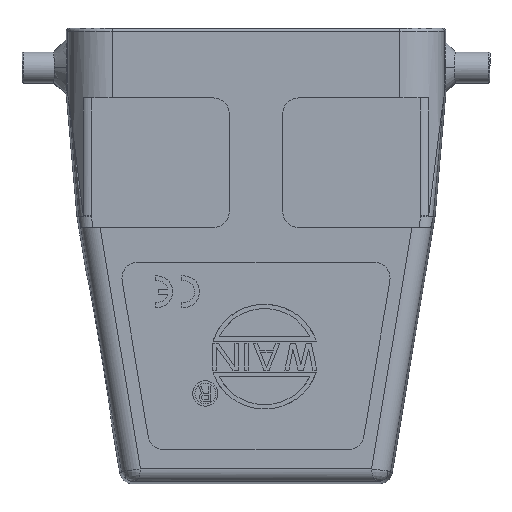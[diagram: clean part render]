
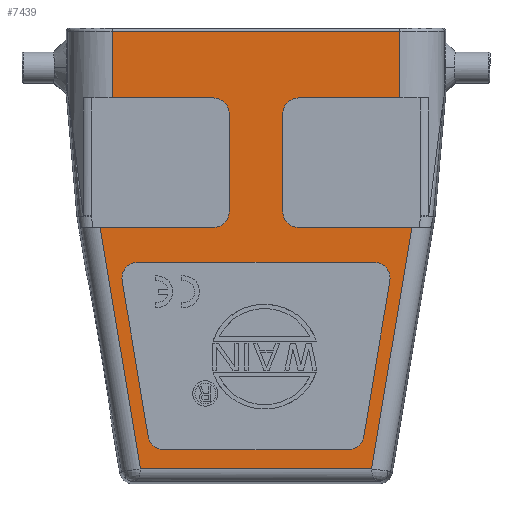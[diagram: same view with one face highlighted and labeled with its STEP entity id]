
A CAD part, front view. The second image highlights one B-rep face of the part: STEP entity #7439.
In plain terms, the highlighted planar face has unit normal (0, -1, 0).
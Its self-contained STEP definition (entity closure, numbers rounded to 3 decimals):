
#526=CARTESIAN_POINT('',(-6.75,-21.5,-13.5));
#527=DIRECTION('',(0.,-1.,0.));
#528=DIRECTION('',(1.,0.,0.));
#529=AXIS2_PLACEMENT_3D('',#526,#527,#528);
#531=DIRECTION('',(-1.,0.,0.));
#532=VECTOR('',#531,15.996);
#533=CARTESIAN_POINT('',(-6.75,-21.5,-11.));
#534=LINE('',#533,#532);
#535=DIRECTION('',(-1.,0.,0.));
#536=VECTOR('',#535,15.996);
#537=CARTESIAN_POINT('',(22.746,-21.5,-11.));
#538=LINE('',#537,#536);
#539=CARTESIAN_POINT('',(6.75,-21.5,-13.5));
#540=DIRECTION('',(0.,-1.,0.));
#541=DIRECTION('',(0.,0.,1.));
#542=AXIS2_PLACEMENT_3D('',#539,#540,#541);
#544=DIRECTION('',(0.,0.,-1.));
#545=VECTOR('',#544,15.5);
#546=CARTESIAN_POINT('',(4.25,-21.5,-13.5));
#547=LINE('',#546,#545);
#548=CARTESIAN_POINT('',(6.75,-21.5,-29.));
#549=DIRECTION('',(0.,-1.,0.));
#550=DIRECTION('',(-1.,0.,0.));
#551=AXIS2_PLACEMENT_3D('',#548,#549,#550);
#553=DIRECTION('',(1.,0.,0.));
#554=VECTOR('',#553,17.908);
#555=CARTESIAN_POINT('',(6.75,-21.5,-31.5));
#556=LINE('',#555,#554);
#557=DIRECTION('',(-0.165,0.,-0.986));
#558=VECTOR('',#557,38.69);
#559=CARTESIAN_POINT('',(24.658,-21.5,-31.5));
#560=LINE('',#559,#558);
#561=DIRECTION('',(-0.165,0.,0.986));
#562=VECTOR('',#561,38.69);
#563=CARTESIAN_POINT('',(-18.272,-21.5,
-69.659));
#564=LINE('',#563,#562);
#565=DIRECTION('',(1.,0.,0.));
#566=VECTOR('',#565,17.908);
#567=CARTESIAN_POINT('',(-24.658,-21.5,-31.5));
#568=LINE('',#567,#566);
#569=CARTESIAN_POINT('',(-6.75,-21.5,-29.));
#570=DIRECTION('',(0.,-1.,0.));
#571=DIRECTION('',(0.,0.,-1.));
#572=AXIS2_PLACEMENT_3D('',#569,#570,#571);
#574=DIRECTION('',(0.,0.,1.));
#575=VECTOR('',#574,15.5);
#576=CARTESIAN_POINT('',(-4.25,-21.5,-29.));
#577=LINE('',#576,#575);
#578=CARTESIAN_POINT('',(14.583,-21.5,-64.125));
#579=DIRECTION('',(0.,-1.,0.));
#580=DIRECTION('',(0.,0.,-1.));
#581=AXIS2_PLACEMENT_3D('',#578,#579,#580);
#583=DIRECTION('',(0.165,0.,0.986));
#584=VECTOR('',#583,24.967);
#585=CARTESIAN_POINT('',(17.049,-21.5,-64.537));
#586=LINE('',#585,#584);
#587=CARTESIAN_POINT('',(18.704,-21.5,-39.5));
#588=DIRECTION('',(0.,-1.,0.));
#589=DIRECTION('',(0.986,0.,-0.165));
#590=AXIS2_PLACEMENT_3D('',#587,#588,#589);
#592=DIRECTION('',(-1.,0.,0.));
#593=VECTOR('',#592,37.408);
#594=CARTESIAN_POINT('',(18.704,-21.5,-37.));
#595=LINE('',#594,#593);
#596=CARTESIAN_POINT('',(-18.704,-21.5,-39.5));
#597=DIRECTION('',(0.,-1.,0.));
#598=DIRECTION('',(0.,0.,1.));
#599=AXIS2_PLACEMENT_3D('',#596,#597,#598);
#601=DIRECTION('',(0.165,0.,-0.986));
#602=VECTOR('',#601,24.967);
#603=CARTESIAN_POINT('',(-21.17,-21.5,-39.913));
#604=LINE('',#603,#602);
#605=CARTESIAN_POINT('',(-14.583,-21.5,-64.125));
#606=DIRECTION('',(0.,-1.,0.));
#607=DIRECTION('',(-0.986,0.,-0.165));
#608=AXIS2_PLACEMENT_3D('',#605,#606,#607);
#610=DIRECTION('',(1.,0.,0.));
#611=VECTOR('',#610,29.166);
#612=CARTESIAN_POINT('',(-14.583,-21.5,-66.625));
#613=LINE('',#612,#611);
#684=DIRECTION('',(1.,0.,0.));
#685=VECTOR('',#684,36.544);
#686=CARTESIAN_POINT('',(-18.272,-21.5,
-69.659));
#687=LINE('',#686,#685);
#777=DIRECTION('',(0.,0.,-1.));
#778=VECTOR('',#777,10.5);
#779=CARTESIAN_POINT('',(-22.746,-21.5,-0.5));
#780=LINE('',#779,#778);
#1803=DIRECTION('',(0.,0.,1.));
#1804=VECTOR('',#1803,10.5);
#1805=CARTESIAN_POINT('',(22.746,-21.5,-11.));
#1806=LINE('',#1805,#1804);
#1830=DIRECTION('',(-1.,0.,0.));
#1831=VECTOR('',#1830,45.492);
#1832=CARTESIAN_POINT('',(22.746,-21.5,-0.5));
#1833=LINE('',#1832,#1831);
#5668=CARTESIAN_POINT('',(14.583,-21.5,-66.625));
#5669=VERTEX_POINT('',#5668);
#5670=CARTESIAN_POINT('',(-14.583,-21.5,-66.625));
#5671=VERTEX_POINT('',#5670);
#5672=CARTESIAN_POINT('',(17.049,-21.5,-64.537));
#5673=VERTEX_POINT('',#5672);
#5674=CARTESIAN_POINT('',(21.17,-21.5,-39.913));
#5675=VERTEX_POINT('',#5674);
#5676=CARTESIAN_POINT('',(18.704,-21.5,-37.));
#5677=VERTEX_POINT('',#5676);
#5678=CARTESIAN_POINT('',(-18.704,-21.5,-37.));
#5679=VERTEX_POINT('',#5678);
#5680=CARTESIAN_POINT('',(-21.17,-21.5,-39.913));
#5681=VERTEX_POINT('',#5680);
#5682=CARTESIAN_POINT('',(-17.049,-21.5,-64.537));
#5683=VERTEX_POINT('',#5682);
#5684=CARTESIAN_POINT('',(-4.25,-21.5,-13.5));
#5685=CARTESIAN_POINT('',(-6.75,-21.5,-11.));
#5686=VERTEX_POINT('',#5684);
#5687=VERTEX_POINT('',#5685);
#5688=CARTESIAN_POINT('',(-22.746,-21.5,-11.));
#5689=VERTEX_POINT('',#5688);
#5690=CARTESIAN_POINT('',(-22.746,-21.5,-0.5));
#5691=VERTEX_POINT('',#5690);
#5692=CARTESIAN_POINT('',(22.746,-21.5,-0.5));
#5693=VERTEX_POINT('',#5692);
#5694=CARTESIAN_POINT('',(22.746,-21.5,-11.));
#5695=VERTEX_POINT('',#5694);
#5696=CARTESIAN_POINT('',(6.75,-21.5,-11.));
#5697=VERTEX_POINT('',#5696);
#5698=CARTESIAN_POINT('',(4.25,-21.5,-13.5));
#5699=VERTEX_POINT('',#5698);
#5700=CARTESIAN_POINT('',(4.25,-21.5,-29.));
#5701=VERTEX_POINT('',#5700);
#5702=CARTESIAN_POINT('',(6.75,-21.5,-31.5));
#5703=VERTEX_POINT('',#5702);
#5704=CARTESIAN_POINT('',(24.658,-21.5,-31.5));
#5705=VERTEX_POINT('',#5704);
#5706=CARTESIAN_POINT('',(18.272,-21.5,
-69.659));
#5707=VERTEX_POINT('',#5706);
#5708=CARTESIAN_POINT('',(-18.272,-21.5,
-69.659));
#5709=VERTEX_POINT('',#5708);
#5710=CARTESIAN_POINT('',(-24.658,-21.5,-31.5));
#5711=VERTEX_POINT('',#5710);
#5712=CARTESIAN_POINT('',(-6.75,-21.5,-31.5));
#5713=VERTEX_POINT('',#5712);
#5714=CARTESIAN_POINT('',(-4.25,-21.5,-29.));
#5715=VERTEX_POINT('',#5714);
#7389=CARTESIAN_POINT('',(0.,-21.5,0.));
#7390=DIRECTION('',(0.,1.,0.));
#7391=DIRECTION('',(0.,0.,1.));
#7392=AXIS2_PLACEMENT_3D('',#7389,#7390,#7391);
#7393=PLANE('',#7392);
#7395=ORIENTED_EDGE('',*,*,#7394,.T.);
#7397=ORIENTED_EDGE('',*,*,#7396,.T.);
#7399=ORIENTED_EDGE('',*,*,#7398,.F.);
#7401=ORIENTED_EDGE('',*,*,#7400,.F.);
#7403=ORIENTED_EDGE('',*,*,#7402,.F.);
#7405=ORIENTED_EDGE('',*,*,#7404,.T.);
#7407=ORIENTED_EDGE('',*,*,#7406,.T.);
#7409=ORIENTED_EDGE('',*,*,#7408,.T.);
#7411=ORIENTED_EDGE('',*,*,#7410,.T.);
#7413=ORIENTED_EDGE('',*,*,#7412,.T.);
#7415=ORIENTED_EDGE('',*,*,#7414,.T.);
#7417=ORIENTED_EDGE('',*,*,#7416,.F.);
#7419=ORIENTED_EDGE('',*,*,#7418,.T.);
#7421=ORIENTED_EDGE('',*,*,#7420,.T.);
#7423=ORIENTED_EDGE('',*,*,#7422,.T.);
#7425=ORIENTED_EDGE('',*,*,#7424,.T.);
#7426=EDGE_LOOP('',(#7395,#7397,#7399,#7401,#7403,#7405,#7407,#7409,#7411,#7413,
#7415,#7417,#7419,#7421,#7423,#7425));
#7427=FACE_OUTER_BOUND('',#7426,.F.);
#7428=ORIENTED_EDGE('',*,*,#7313,.T.);
#7429=ORIENTED_EDGE('',*,*,#7327,.T.);
#7430=ORIENTED_EDGE('',*,*,#7341,.T.);
#7431=ORIENTED_EDGE('',*,*,#7355,.T.);
#7432=ORIENTED_EDGE('',*,*,#7369,.T.);
#7433=ORIENTED_EDGE('',*,*,#7380,.T.);
#7435=ORIENTED_EDGE('',*,*,#7434,.T.);
#7436=ORIENTED_EDGE('',*,*,#7298,.T.);
#7437=EDGE_LOOP('',(#7428,#7429,#7430,#7431,#7432,#7433,#7435,#7436));
#7438=FACE_BOUND('',#7437,.F.);
#7439=ADVANCED_FACE('',(#7427,#7438),#7393,.F.);
#530=CIRCLE('',#529,2.5);
#543=CIRCLE('',#542,2.5);
#552=CIRCLE('',#551,2.5);
#573=CIRCLE('',#572,2.5);
#582=CIRCLE('',#581,2.5);
#591=CIRCLE('',#590,2.5);
#600=CIRCLE('',#599,2.5);
#609=CIRCLE('',#608,2.5);
#7298=EDGE_CURVE('',#5671,#5669,#613,.T.);
#7313=EDGE_CURVE('',#5669,#5673,#582,.T.);
#7327=EDGE_CURVE('',#5673,#5675,#586,.T.);
#7341=EDGE_CURVE('',#5675,#5677,#591,.T.);
#7355=EDGE_CURVE('',#5677,#5679,#595,.T.);
#7369=EDGE_CURVE('',#5679,#5681,#600,.T.);
#7380=EDGE_CURVE('',#5681,#5683,#604,.T.);
#7394=EDGE_CURVE('',#5686,#5687,#530,.T.);
#7396=EDGE_CURVE('',#5687,#5689,#534,.T.);
#7398=EDGE_CURVE('',#5691,#5689,#780,.T.);
#7400=EDGE_CURVE('',#5693,#5691,#1833,.T.);
#7402=EDGE_CURVE('',#5695,#5693,#1806,.T.);
#7404=EDGE_CURVE('',#5695,#5697,#538,.T.);
#7406=EDGE_CURVE('',#5697,#5699,#543,.T.);
#7408=EDGE_CURVE('',#5699,#5701,#547,.T.);
#7410=EDGE_CURVE('',#5701,#5703,#552,.T.);
#7412=EDGE_CURVE('',#5703,#5705,#556,.T.);
#7414=EDGE_CURVE('',#5705,#5707,#560,.T.);
#7416=EDGE_CURVE('',#5709,#5707,#687,.T.);
#7418=EDGE_CURVE('',#5709,#5711,#564,.T.);
#7420=EDGE_CURVE('',#5711,#5713,#568,.T.);
#7422=EDGE_CURVE('',#5713,#5715,#573,.T.);
#7424=EDGE_CURVE('',#5715,#5686,#577,.T.);
#7434=EDGE_CURVE('',#5683,#5671,#609,.T.);
